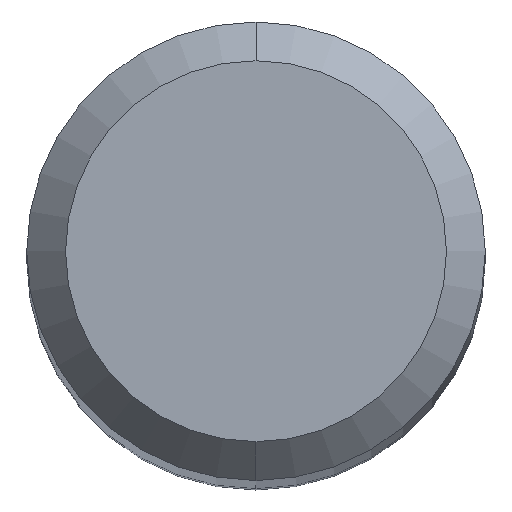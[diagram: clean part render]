
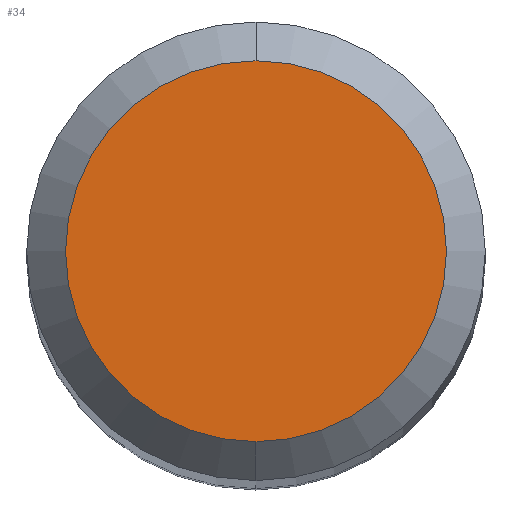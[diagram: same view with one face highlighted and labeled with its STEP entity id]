
A CAD part, top view. The second image highlights one B-rep face of the part: STEP entity #34.
In plain terms, the highlighted planar face has unit normal (0, 0, 1).
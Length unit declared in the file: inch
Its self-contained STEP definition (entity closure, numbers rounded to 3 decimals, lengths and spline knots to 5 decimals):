
#12 = VERTEX_POINT ( 'NONE', #141 ) ;
#32 = DIRECTION ( 'NONE',  ( 0., 0., 1. ) ) ;
#34 = ADVANCED_FACE ( 'NONE', ( #363 ), #231, .F. ) ;
#36 = AXIS2_PLACEMENT_3D ( 'NONE', #76, #200, #167 ) ;
#61 = ORIENTED_EDGE ( 'NONE', *, *, #260, .T. ) ;
#76 = CARTESIAN_POINT ( 'NONE',  ( 0., 0.0981, 0. ) ) ;
#81 = AXIS2_PLACEMENT_3D ( 'NONE', #90, #250, #124 ) ;
#90 = CARTESIAN_POINT ( 'NONE',  ( 0., 0., 0. ) ) ;
#96 = DIRECTION ( 'NONE',  ( 0., -1., 0. ) ) ;
#98 = EDGE_LOOP ( 'NONE', ( #61, #272 ) ) ;
#124 = DIRECTION ( 'NONE',  ( 0., -1., 0. ) ) ;
#141 = CARTESIAN_POINT ( 'NONE',  ( 0., 0.0981, 0. ) ) ;
#167 = DIRECTION ( 'NONE',  ( 0., 1., 0. ) ) ;
#175 = AXIS2_PLACEMENT_3D ( 'NONE', #254, #32, #96 ) ;
#200 = DIRECTION ( 'NONE',  ( 0., 0., -1. ) ) ;
#231 = PLANE ( 'NONE',  #36 ) ;
#250 = DIRECTION ( 'NONE',  ( 0., 0., 1. ) ) ;
#253 = CIRCLE ( 'NONE', #175, 0.0981 ) ;
#254 = CARTESIAN_POINT ( 'NONE',  ( 0., 0., 0. ) ) ;
#260 = EDGE_CURVE ( 'NONE', #12, #380, #322, .T. ) ;
#272 = ORIENTED_EDGE ( 'NONE', *, *, #276, .T. ) ;
#276 = EDGE_CURVE ( 'NONE', #380, #12, #253, .T. ) ;
#322 = CIRCLE ( 'NONE', #81, 0.0981 ) ;
#353 = CARTESIAN_POINT ( 'NONE',  ( 0., -0.0981, 0. ) ) ;
#363 = FACE_OUTER_BOUND ( 'NONE', #98, .T. ) ;
#380 = VERTEX_POINT ( 'NONE', #353 ) ;
